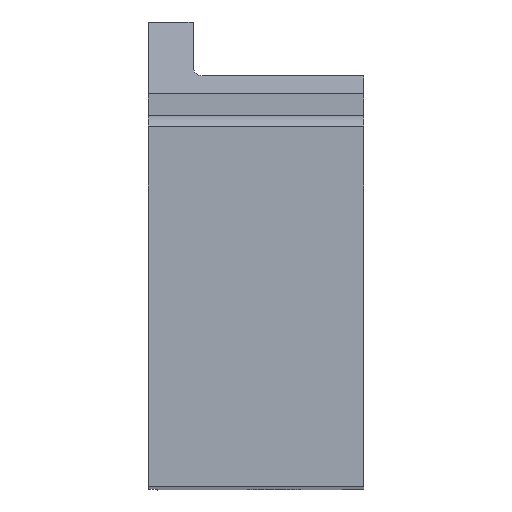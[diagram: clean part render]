
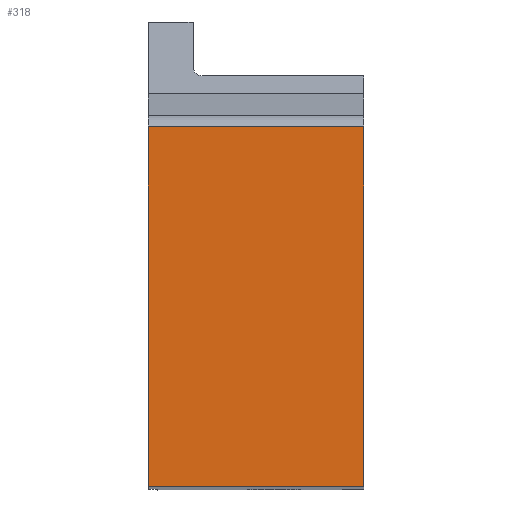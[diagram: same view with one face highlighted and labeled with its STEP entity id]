
A CAD part, top view. The second image highlights one B-rep face of the part: STEP entity #318.
In plain terms, the highlighted planar face has unit normal (0, 0, 1).
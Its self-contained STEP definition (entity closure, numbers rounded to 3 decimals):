
#318=ADVANCED_FACE('',(#543),#410,.T.);
#410=PLANE('',#3727);
#543=FACE_OUTER_BOUND('',#719,.T.);
#719=EDGE_LOOP('',(#1471,#1472,#1473,#1474));
#1471=ORIENTED_EDGE('',*,*,#2547,.T.);
#1472=ORIENTED_EDGE('',*,*,#2541,.T.);
#1473=ORIENTED_EDGE('',*,*,#2438,.T.);
#1474=ORIENTED_EDGE('',*,*,#2553,.T.);
#2002=VERTEX_POINT('',#10174);
#2003=VERTEX_POINT('',#10176);
#2077=VERTEX_POINT('',#10444);
#2081=VERTEX_POINT('',#10456);
#2438=EDGE_CURVE('',#2003,#2002,#3186,.T.);
#2541=EDGE_CURVE('',#2077,#2003,#3245,.T.);
#2547=EDGE_CURVE('',#2081,#2077,#3248,.T.);
#2553=EDGE_CURVE('',#2002,#2081,#3253,.T.);
#3186=LINE('',#10175,#3374);
#3245=LINE('',#10443,#3433);
#3248=LINE('',#10455,#3436);
#3253=LINE('',#10467,#3441);
#3374=VECTOR('',#4062,1.);
#3433=VECTOR('',#4249,1.);
#3436=VECTOR('',#4262,1.);
#3441=VECTOR('',#4275,1.);
#3727=AXIS2_PLACEMENT_3D('',#10469,#4278,#4279);
#4062=DIRECTION('',(0.,1.,0.));
#4249=DIRECTION('',(1.,0.,0.));
#4262=DIRECTION('',(0.,-1.,0.));
#4275=DIRECTION('',(-1.,0.,0.));
#4278=DIRECTION('',(0.,0.,1.));
#4279=DIRECTION('',(1.,0.,0.));
#10174=CARTESIAN_POINT('',(0.,20.,0.));
#10175=CARTESIAN_POINT('',(0.,0.,0.));
#10176=CARTESIAN_POINT('',(0.,0.,0.));
#10443=CARTESIAN_POINT('',(-12.,0.,0.));
#10444=CARTESIAN_POINT('',(-12.,0.,0.));
#10455=CARTESIAN_POINT('',(-12.,20.,0.));
#10456=CARTESIAN_POINT('',(-12.,20.,0.));
#10467=CARTESIAN_POINT('',(0.,20.,0.));
#10469=CARTESIAN_POINT('',(-6.,10.,0.));
